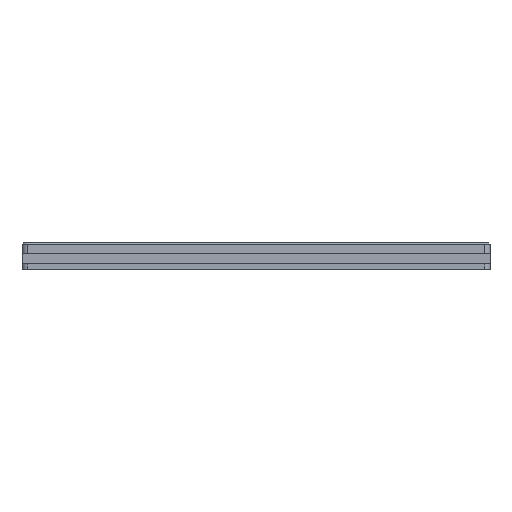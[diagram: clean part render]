
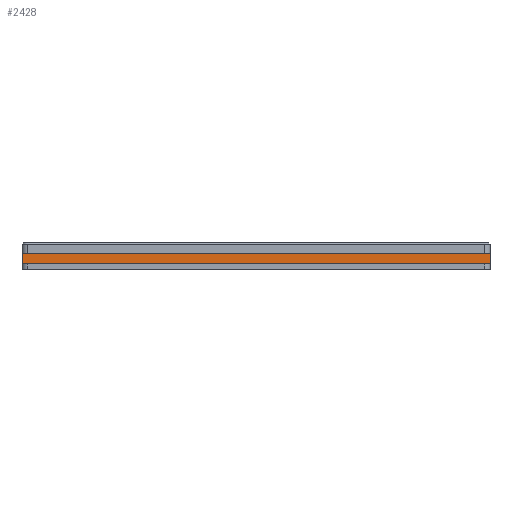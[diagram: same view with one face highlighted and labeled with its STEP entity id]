
A CAD part, left-side view. The second image highlights one B-rep face of the part: STEP entity #2428.
In plain terms, the highlighted planar face has unit normal (-1, 0, 0).
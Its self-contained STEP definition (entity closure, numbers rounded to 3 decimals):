
#124 = VECTOR ( 'NONE', #775, 1000. ) ;
#487 = EDGE_CURVE ( 'NONE', #1381, #1507, #1264, .T. ) ;
#544 = DIRECTION ( 'NONE',  ( 0., 0., -1. ) ) ;
#605 = PLANE ( 'NONE',  #3608 ) ;
#775 = DIRECTION ( 'NONE',  ( 0., 0., -1. ) ) ;
#1091 = ORIENTED_EDGE ( 'NONE', *, *, #487, .T. ) ;
#1264 = LINE ( 'NONE', #1751, #2680 ) ;
#1381 = VERTEX_POINT ( 'NONE', #3002 ) ;
#1507 = VERTEX_POINT ( 'NONE', #4363 ) ;
#1517 = ORIENTED_EDGE ( 'NONE', *, *, #2839, .T. ) ;
#1751 = CARTESIAN_POINT ( 'NONE',  ( -1394.803, -157.671, 274.617 ) ) ;
#1793 = EDGE_CURVE ( 'NONE', #3857, #5476, #3348, .T. ) ;
#1852 = VECTOR ( 'NONE', #4984, 1000. ) ;
#1968 = ORIENTED_EDGE ( 'NONE', *, *, #2144, .F. ) ;
#2144 = EDGE_CURVE ( 'NONE', #1381, #3857, #2758, .T. ) ;
#2428 = ADVANCED_FACE ( 'NONE', ( #4977 ), #605, .F. ) ;
#2592 = DIRECTION ( 'NONE',  ( 0., 0., -1. ) ) ;
#2655 = EDGE_LOOP ( 'NONE', ( #1968, #1091, #1517, #4914 ) ) ;
#2680 = VECTOR ( 'NONE', #2592, 1000. ) ;
#2754 = CARTESIAN_POINT ( 'NONE',  ( -1394.803, -154.671, 274.617 ) ) ;
#2758 = LINE ( 'NONE', #4525, #1852 ) ;
#2839 = EDGE_CURVE ( 'NONE', #1507, #5476, #3942, .T. ) ;
#3002 = CARTESIAN_POINT ( 'NONE',  ( -1394.803, -157.671, 8.6 ) ) ;
#3337 = VECTOR ( 'NONE', #5691, 1000. ) ;
#3348 = LINE ( 'NONE', #5611, #124 ) ;
#3608 = AXIS2_PLACEMENT_3D ( 'NONE', #2754, #4089, #544 ) ;
#3857 = VERTEX_POINT ( 'NONE', #5477 ) ;
#3942 = LINE ( 'NONE', #4745, #3337 ) ;
#4089 = DIRECTION ( 'NONE',  ( 1., 0., 0. ) ) ;
#4363 = CARTESIAN_POINT ( 'NONE',  ( -1394.803, -157.671, 3. ) ) ;
#4525 = CARTESIAN_POINT ( 'NONE',  ( -1394.803, -154.671, 8.6 ) ) ;
#4717 = CARTESIAN_POINT ( 'NONE',  ( -1394.803, -414.671, 3. ) ) ;
#4745 = CARTESIAN_POINT ( 'NONE',  ( -1394.803, -154.671, 3. ) ) ;
#4914 = ORIENTED_EDGE ( 'NONE', *, *, #1793, .F. ) ;
#4977 = FACE_OUTER_BOUND ( 'NONE', #2655, .T. ) ;
#4984 = DIRECTION ( 'NONE',  ( 0., -1., 0. ) ) ;
#5476 = VERTEX_POINT ( 'NONE', #4717 ) ;
#5477 = CARTESIAN_POINT ( 'NONE',  ( -1394.803, -414.671, 8.6 ) ) ;
#5611 = CARTESIAN_POINT ( 'NONE',  ( -1394.803, -414.671, 274.617 ) ) ;
#5691 = DIRECTION ( 'NONE',  ( 0., -1., 0. ) ) ;
